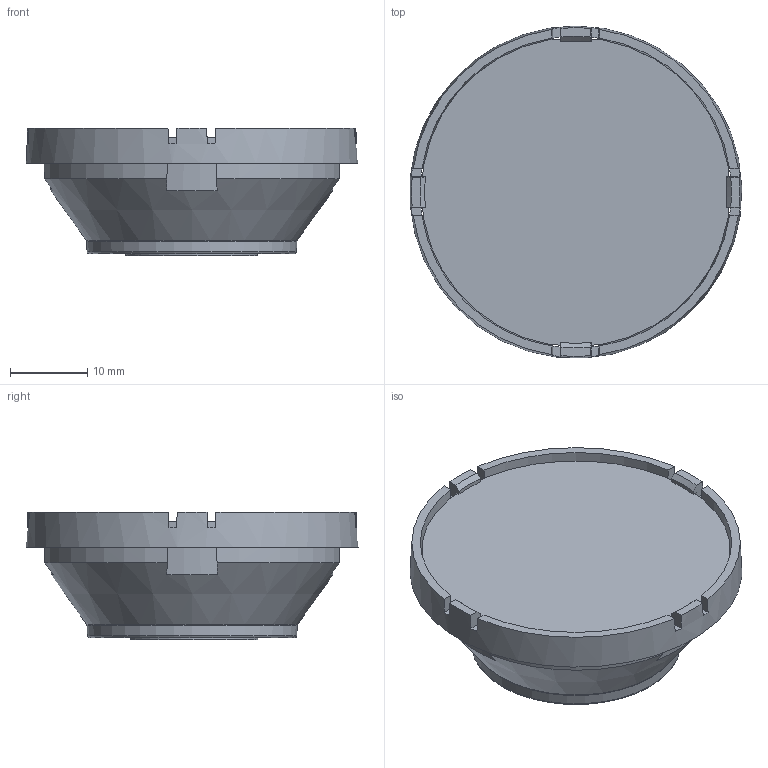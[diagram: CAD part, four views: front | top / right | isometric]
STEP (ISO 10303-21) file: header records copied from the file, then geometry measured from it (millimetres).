
FILE_DESCRIPTION(/* description */ (''),/* implementation_level */ '2;1');
FILE_NAME(/* name */ 'HL-TX02-4316+TX02ZJ.stp',/* time_stamp */ '2024-01-29T17:21:14+08:00',/* author */ (''),/* organization */ (''),/* preprocessor_version */ 'ST-DEVELOPER v16.7',/* originating_system */ 'SIEMENS PLM Software NX 12.0',/* authorisation */ '');
FILE_SCHEMA (('AP203_CONFIGURATION_CONTROLLED_3D_DESIGN_OF_MECHANICAL_PARTS_AND_ASSEMBLIES_MIM_LF { 1 0 10303 403 2 1 2}'));
Length unit declared in the file: millimetre
Products named in the file (1): Admi02DC4FC5zxzf
Bounding box: 42.82 x 42.87 x 16.5 mm (x, y, z)
Volume: 11910.7 mm3; surface area: 9537.9 mm2
Topology: 2 solids, 2 shells, 133 faces, 387 edges, 256 vertices
Faces by surface type: plane 83, cone 29, cylinder 15, torus 4, revolution 2
Full cylindrical faces by diameter (mm): 8 x1, 39.9 x1
Entity records: 4465 total; most frequent: CARTESIAN_POINT 871, DIRECTION 770, ORIENTED_EDGE 712, EDGE_CURVE 356, AXIS2_PLACEMENT_3D 312, VERTEX_POINT 242, CIRCLE 180, EDGE_LOOP 158
